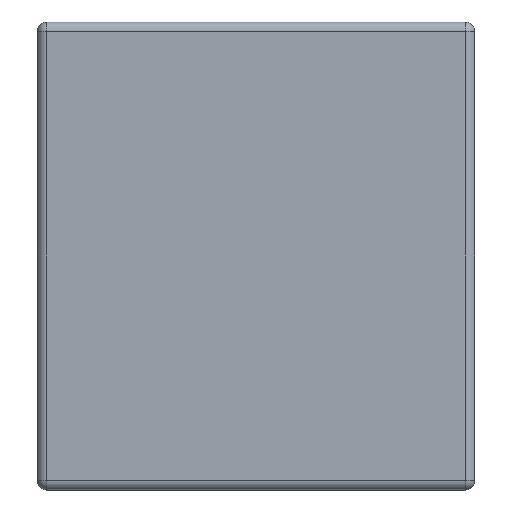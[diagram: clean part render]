
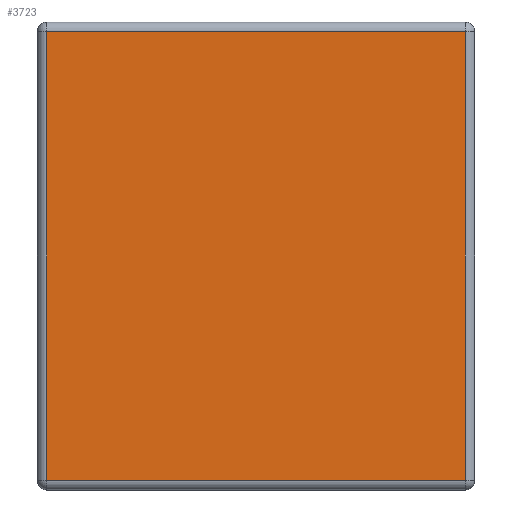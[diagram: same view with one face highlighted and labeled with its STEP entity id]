
A CAD part, left-side view. The second image highlights one B-rep face of the part: STEP entity #3723.
In plain terms, the highlighted planar face has unit normal (-1, 0, 0).
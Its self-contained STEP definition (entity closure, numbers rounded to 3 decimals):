
#74 = LINE ( 'NONE', #4385, #4575 ) ;
#189 = VERTEX_POINT ( 'NONE', #3098 ) ;
#344 = LINE ( 'NONE', #1349, #2396 ) ;
#812 = ORIENTED_EDGE ( 'NONE', *, *, #2886, .T. ) ;
#839 = CARTESIAN_POINT ( 'NONE',  ( 0., 1.418, -0.032 ) ) ;
#990 = DIRECTION ( 'NONE',  ( 0., 0., 1. ) ) ;
#1267 = DIRECTION ( 'NONE',  ( 0., 0., 1. ) ) ;
#1272 = ORIENTED_EDGE ( 'NONE', *, *, #2325, .T. ) ;
#1349 = CARTESIAN_POINT ( 'NONE',  ( 0., 0.032, 0. ) ) ;
#1490 = DIRECTION ( 'NONE',  ( 0., -1., 0. ) ) ;
#1664 = EDGE_CURVE ( 'NONE', #3118, #3876, #2094, .T. ) ;
#1767 = CARTESIAN_POINT ( 'NONE',  ( 0., 1.418, -1.518 ) ) ;
#1998 = VERTEX_POINT ( 'NONE', #1767 ) ;
#2090 = DIRECTION ( 'NONE',  ( 0., 0., -1. ) ) ;
#2094 = LINE ( 'NONE', #3708, #3805 ) ;
#2137 = CARTESIAN_POINT ( 'NONE',  ( 0., 1.418, -1.55 ) ) ;
#2254 = DIRECTION ( 'NONE',  ( -1., 0., 0. ) ) ;
#2298 = VECTOR ( 'NONE', #2090, 1000. ) ;
#2323 = EDGE_LOOP ( 'NONE', ( #2430, #812, #4666, #1272 ) ) ;
#2325 = EDGE_CURVE ( 'NONE', #3876, #1998, #3957, .T. ) ;
#2396 = VECTOR ( 'NONE', #990, 1000. ) ;
#2430 = ORIENTED_EDGE ( 'NONE', *, *, #2485, .T. ) ;
#2473 = CARTESIAN_POINT ( 'NONE',  ( 0., 0.032, -0.032 ) ) ;
#2485 = EDGE_CURVE ( 'NONE', #1998, #189, #74, .T. ) ;
#2886 = EDGE_CURVE ( 'NONE', #189, #3118, #344, .T. ) ;
#3001 = DIRECTION ( 'NONE',  ( 0., 1., 0. ) ) ;
#3098 = CARTESIAN_POINT ( 'NONE',  ( 0., 0.032, -1.518 ) ) ;
#3118 = VERTEX_POINT ( 'NONE', #2473 ) ;
#3708 = CARTESIAN_POINT ( 'NONE',  ( 0., 1.45, -0.032 ) ) ;
#3723 = ADVANCED_FACE ( 'NONE', ( #4205 ), #3734, .T. ) ;
#3734 = PLANE ( 'NONE',  #4129 ) ;
#3805 = VECTOR ( 'NONE', #3001, 1000. ) ;
#3876 = VERTEX_POINT ( 'NONE', #839 ) ;
#3957 = LINE ( 'NONE', #2137, #2298 ) ;
#4118 = CARTESIAN_POINT ( 'NONE',  ( 0., 0., 0. ) ) ;
#4129 = AXIS2_PLACEMENT_3D ( 'NONE', #4118, #2254, #1267 ) ;
#4205 = FACE_OUTER_BOUND ( 'NONE', #2323, .T. ) ;
#4385 = CARTESIAN_POINT ( 'NONE',  ( 0., 0., -1.518 ) ) ;
#4575 = VECTOR ( 'NONE', #1490, 1000. ) ;
#4666 = ORIENTED_EDGE ( 'NONE', *, *, #1664, .T. ) ;
